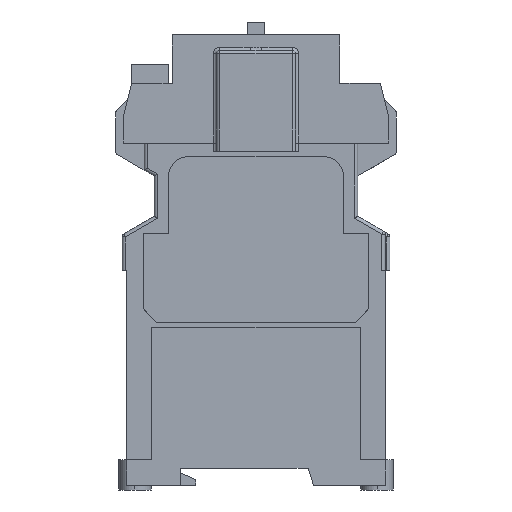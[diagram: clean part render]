
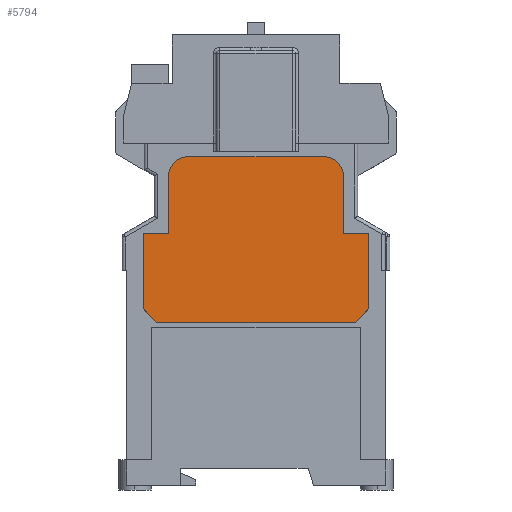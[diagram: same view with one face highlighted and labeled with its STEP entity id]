
A CAD part, left-side view. The second image highlights one B-rep face of the part: STEP entity #5794.
In plain terms, the highlighted planar face has unit normal (-1, 0, 0).
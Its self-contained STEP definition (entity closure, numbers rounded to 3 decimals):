
#5794=ADVANCED_FACE('NONE',(#6815),#6248,.T.);
#6248=PLANE('',#17566);
#6815=FACE_OUTER_BOUND('',#7515,.T.);
#7515=EDGE_LOOP('',(#10894,#10895,#10896,#10897,#10898,#10899,#10900,#10901,
#10902,#10903,#10904,#10905));
#7870=CIRCLE('',#17537,6.);
#7877=CIRCLE('',#17553,6.);
#10894=ORIENTED_EDGE('',*,*,#14184,.F.);
#10895=ORIENTED_EDGE('',*,*,#14129,.F.);
#10896=ORIENTED_EDGE('',*,*,#14132,.F.);
#10897=ORIENTED_EDGE('',*,*,#14138,.F.);
#10898=ORIENTED_EDGE('',*,*,#14166,.F.);
#10899=ORIENTED_EDGE('',*,*,#14167,.F.);
#10900=ORIENTED_EDGE('',*,*,#14147,.F.);
#10901=ORIENTED_EDGE('',*,*,#14153,.F.);
#10902=ORIENTED_EDGE('',*,*,#14158,.F.);
#10903=ORIENTED_EDGE('',*,*,#14159,.F.);
#10904=ORIENTED_EDGE('',*,*,#14175,.F.);
#10905=ORIENTED_EDGE('',*,*,#14178,.F.);
#12462=VERTEX_POINT('',#25078);
#12463=VERTEX_POINT('',#25080);
#12465=VERTEX_POINT('',#25091);
#12469=VERTEX_POINT('',#25102);
#12474=VERTEX_POINT('',#25119);
#12475=VERTEX_POINT('',#25121);
#12477=VERTEX_POINT('',#25129);
#12480=VERTEX_POINT('',#25138);
#12481=VERTEX_POINT('',#25142);
#12485=VERTEX_POINT('',#25154);
#12488=VERTEX_POINT('',#25176);
#12489=VERTEX_POINT('',#25181);
#14129=EDGE_CURVE('NONE',#12463,#12462,#15395,.T.);
#14132=EDGE_CURVE('NONE',#12465,#12463,#7870,.T.);
#14138=EDGE_CURVE('NONE',#12469,#12465,#15401,.T.);
#14147=EDGE_CURVE('NONE',#12474,#12475,#15406,.T.);
#14153=EDGE_CURVE('NONE',#12477,#12474,#15411,.T.);
#14158=EDGE_CURVE('NONE',#12480,#12477,#15416,.T.);
#14159=EDGE_CURVE('NONE',#12481,#12480,#15417,.T.);
#14166=EDGE_CURVE('NONE',#12485,#12469,#7877,.T.);
#14167=EDGE_CURVE('NONE',#12475,#12485,#15424,.T.);
#14175=EDGE_CURVE('NONE',#12488,#12481,#15430,.T.);
#14178=EDGE_CURVE('NONE',#12489,#12488,#15433,.T.);
#14184=EDGE_CURVE('NONE',#12462,#12489,#15436,.T.);
#15395=LINE('',#25081,#16601);
#15401=LINE('',#25103,#16607);
#15406=LINE('',#25120,#16612);
#15411=LINE('',#25130,#16617);
#15416=LINE('',#25139,#16622);
#15417=LINE('',#25141,#16623);
#15424=LINE('',#25157,#16630);
#15430=LINE('',#25177,#16636);
#15433=LINE('',#25182,#16639);
#15436=LINE('',#25191,#16642);
#16601=VECTOR('',#20238,1.);
#16607=VECTOR('',#20252,1.);
#16612=VECTOR('',#20271,1.);
#16617=VECTOR('',#20280,1.);
#16622=VECTOR('',#20287,1.);
#16623=VECTOR('',#20290,1.);
#16630=VECTOR('',#20305,1.);
#16636=VECTOR('',#20321,1.);
#16639=VECTOR('',#20326,1.);
#16642=VECTOR('',#20337,1.);
#17537=AXIS2_PLACEMENT_3D('',#25092,#20242,#20243);
#17553=AXIS2_PLACEMENT_3D('',#25155,#20301,#20302);
#17566=AXIS2_PLACEMENT_3D('',#25193,#20340,#20341);
#20238=DIRECTION('',(0.,0.,-1.));
#20242=DIRECTION('',(1.,0.,0.));
#20243=DIRECTION('',(0.,0.,-1.));
#20252=DIRECTION('',(0.,-1.,0.));
#20271=DIRECTION('',(0.,-1.,0.));
#20280=DIRECTION('',(0.,0.,1.));
#20287=DIRECTION('',(0.,0.707,0.707));
#20290=DIRECTION('',(0.,1.,0.));
#20301=DIRECTION('',(1.,0.,0.));
#20302=DIRECTION('',(0.,0.,1.));
#20305=DIRECTION('',(0.,0.,1.));
#20321=DIRECTION('',(0.,0.707,-0.707));
#20326=DIRECTION('',(0.,0.,-1.));
#20337=DIRECTION('',(0.,-1.,0.));
#20340=DIRECTION('',(-1.,0.,0.));
#20341=DIRECTION('',(0.,0.,1.));
#25078=CARTESIAN_POINT('',(0.,16.425,79.4));
#25080=CARTESIAN_POINT('',(0.,16.425,97.25));
#25081=CARTESIAN_POINT('',(0.,16.425,97.25));
#25091=CARTESIAN_POINT('',(0.,22.425,103.25));
#25092=CARTESIAN_POINT('',(0.,22.425,97.25));
#25102=CARTESIAN_POINT('',(0.,64.575,103.25));
#25103=CARTESIAN_POINT('',(0.,64.575,103.25));
#25119=CARTESIAN_POINT('',(0.,78.5,79.4));
#25120=CARTESIAN_POINT('',(0.,78.5,79.4));
#25121=CARTESIAN_POINT('',(0.,70.575,79.4));
#25129=CARTESIAN_POINT('',(0.,78.5,56.1));
#25130=CARTESIAN_POINT('',(0.,78.5,56.1));
#25138=CARTESIAN_POINT('',(0.,74.4,52.));
#25139=CARTESIAN_POINT('',(0.,74.4,52.));
#25141=CARTESIAN_POINT('',(0.,12.6,52.));
#25142=CARTESIAN_POINT('',(0.,12.6,52.));
#25154=CARTESIAN_POINT('',(0.,70.575,97.25));
#25155=CARTESIAN_POINT('',(0.,64.575,97.25));
#25157=CARTESIAN_POINT('',(0.,70.575,79.4));
#25176=CARTESIAN_POINT('',(0.,8.5,56.1));
#25177=CARTESIAN_POINT('',(0.,8.5,56.1));
#25181=CARTESIAN_POINT('',(0.,8.5,79.4));
#25182=CARTESIAN_POINT('',(0.,8.5,79.4));
#25191=CARTESIAN_POINT('',(0.,16.425,79.4));
#25193=CARTESIAN_POINT('',(0.,64.575,97.25));
